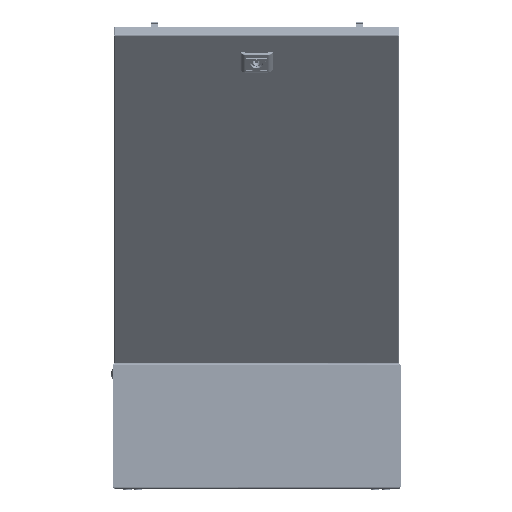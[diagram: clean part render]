
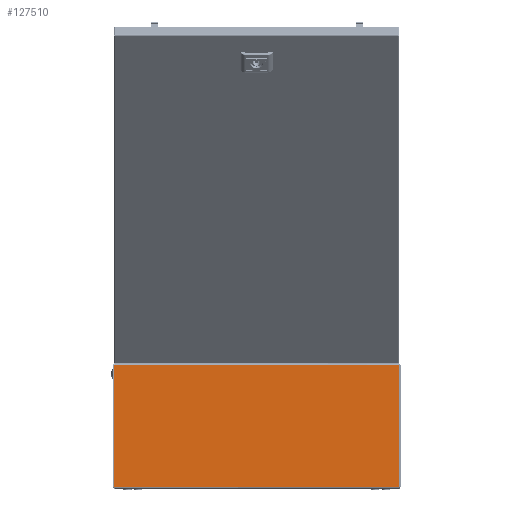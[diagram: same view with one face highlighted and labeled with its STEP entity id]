
A CAD part, front view. The second image highlights one B-rep face of the part: STEP entity #127510.
In plain terms, the highlighted planar face has unit normal (0, -1, 0).
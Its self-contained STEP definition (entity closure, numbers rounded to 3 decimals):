
#14853 = VERTEX_POINT ( 'NONE', #41057 ) ;
#14855 = VERTEX_POINT ( 'NONE', #41060 ) ;
#15263 = VERTEX_POINT ( 'NONE', #41226 ) ;
#15274 = VERTEX_POINT ( 'NONE', #41237 ) ;
#23473 = EDGE_LOOP ( 'NONE', ( #107123, #107124, #107125, #107126 ) ) ;
#33341 = VECTOR ( 'NONE', #140306, 1000. ) ;
#33473 = VECTOR ( 'NONE', #117319, 1000. ) ;
#33584 = VECTOR ( 'NONE', #117567, 1000. ) ;
#39344 = AXIS2_PLACEMENT_3D ( 'NONE', #47974, #47981, #47982 ) ;
#41057 = CARTESIAN_POINT ( 'NONE',  ( 198.4, -300., 170.5 ) ) ;
#41060 = CARTESIAN_POINT ( 'NONE',  ( -198.4, -300., 170.5 ) ) ;
#41226 = CARTESIAN_POINT ( 'NONE',  ( 198.4, -300., 1.5 ) ) ;
#41237 = CARTESIAN_POINT ( 'NONE',  ( -198.4, -300., 1.5 ) ) ;
#47974 = CARTESIAN_POINT ( 'NONE',  ( -198.5, -300., 172. ) ) ;
#47978 = FACE_OUTER_BOUND ( 'NONE', #23473, .T. ) ;
#47979 = PLANE ( 'NONE',  #39344 ) ;
#47981 = DIRECTION ( 'NONE',  ( 0., 1., 0. ) ) ;
#47982 = DIRECTION ( 'NONE',  ( 0., 0., 1. ) ) ;
#66337 = VECTOR ( 'NONE', #146766, 1000. ) ;
#107123 = ORIENTED_EDGE ( 'NONE', *, *, #134991, .T. ) ;
#107124 = ORIENTED_EDGE ( 'NONE', *, *, #135033, .F. ) ;
#107125 = ORIENTED_EDGE ( 'NONE', *, *, #133263, .F. ) ;
#107126 = ORIENTED_EDGE ( 'NONE', *, *, #134946, .T. ) ;
#117298 = LINE ( 'NONE', #117315, #33473 ) ;
#117315 = CARTESIAN_POINT ( 'NONE',  ( 197.793, -300., 170.5 ) ) ;
#117319 = DIRECTION ( 'NONE',  ( -1., 0., 0. ) ) ;
#117565 = LINE ( 'NONE', #117566, #33584 ) ;
#117566 = CARTESIAN_POINT ( 'NONE',  ( -198.4, -300., 1.5 ) ) ;
#117567 = DIRECTION ( 'NONE',  ( 0., 0., 1. ) ) ;
#127510 = ADVANCED_FACE ( 'NONE', ( #47978 ), #47979, .F. ) ;
#133263 = EDGE_CURVE ( 'NONE', #15263, #15274, #146750, .T. ) ;
#134946 = EDGE_CURVE ( 'NONE', #15263, #14853, #140297, .T. ) ;
#134991 = EDGE_CURVE ( 'NONE', #14853, #14855, #117298, .T. ) ;
#135033 = EDGE_CURVE ( 'NONE', #15274, #14855, #117565, .T. ) ;
#140285 = CARTESIAN_POINT ( 'NONE',  ( 198.4, -300., 1.5 ) ) ;
#140297 = LINE ( 'NONE', #140285, #33341 ) ;
#140306 = DIRECTION ( 'NONE',  ( 0., 0., 1. ) ) ;
#146742 = CARTESIAN_POINT ( 'NONE',  ( -198.5, -300., 1.5 ) ) ;
#146750 = LINE ( 'NONE', #146742, #66337 ) ;
#146766 = DIRECTION ( 'NONE',  ( -1., 0., 0. ) ) ;
